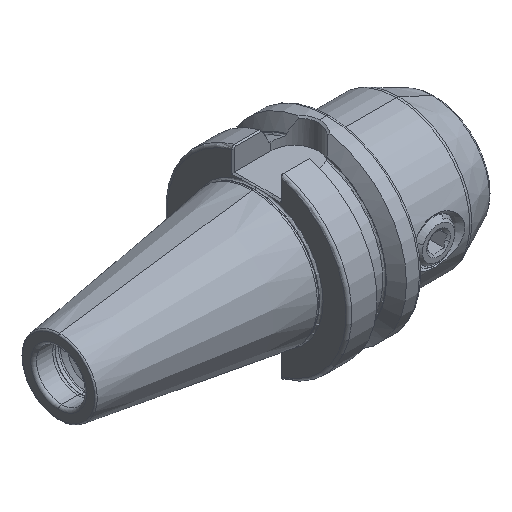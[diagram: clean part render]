
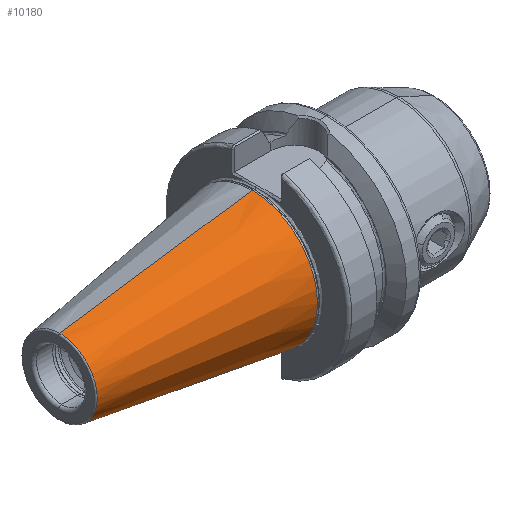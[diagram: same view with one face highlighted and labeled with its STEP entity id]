
A CAD part, isometric view. The second image highlights one B-rep face of the part: STEP entity #10180.
In plain terms, the highlighted conical face has half-angle 8.297 degrees and reference radius 22.298 mm.
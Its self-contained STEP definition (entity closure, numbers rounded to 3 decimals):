
#1470 = AXIS2_PLACEMENT_3D ( 'NONE', #5108, #5133, #5101 ) ;
#1480 = AXIS2_PLACEMENT_3D ( 'NONE', #5505, #5499, #5545 ) ;
#1708 = EDGE_LOOP ( 'NONE', ( #2122, #2149, #2112, #2126 ) ) ;
#2112 = ORIENTED_EDGE ( 'NONE', *, *, #11924, .T. ) ;
#2122 = ORIENTED_EDGE ( 'NONE', *, *, #11931, .F. ) ;
#2126 = ORIENTED_EDGE ( 'NONE', *, *, #12141, .F. ) ;
#2149 = ORIENTED_EDGE ( 'NONE', *, *, #12169, .T. ) ;
#2404 = VERTEX_POINT ( 'NONE', #13766 ) ;
#2455 = VERTEX_POINT ( 'NONE', #13862 ) ;
#3231 = CIRCLE ( 'NONE', #1470, 22.298 ) ;
#3254 = CIRCLE ( 'NONE', #1480, 12.75 ) ;
#3483 = LINE ( 'NONE', #4113, #3504 ) ;
#3484 = VECTOR ( 'NONE', #4097, 1000. ) ;
#3504 = VECTOR ( 'NONE', #4132, 1000. ) ;
#3505 = LINE ( 'NONE', #4105, #3484 ) ;
#4097 = DIRECTION ( 'NONE',  ( 0.99, 0., -0.144 ) ) ;
#4105 = CARTESIAN_POINT ( 'NONE',  ( -1.5, 0., -22.298 ) ) ;
#4113 = CARTESIAN_POINT ( 'NONE',  ( -1.5, 0., 22.298 ) ) ;
#4132 = DIRECTION ( 'NONE',  ( 0.99, 0., 0.144 ) ) ;
#4883 = FACE_OUTER_BOUND ( 'NONE', #1708, .T. ) ;
#4904 = CONICAL_SURFACE ( 'NONE', #11633, 22.298, 0.145 ) ;
#5101 = DIRECTION ( 'NONE',  ( 0., 0., -1. ) ) ;
#5108 = CARTESIAN_POINT ( 'NONE',  ( -1.5, 0., 0. ) ) ;
#5133 = DIRECTION ( 'NONE',  ( 1., 0., 0. ) ) ;
#5499 = DIRECTION ( 'NONE',  ( 1., 0., 0. ) ) ;
#5505 = CARTESIAN_POINT ( 'NONE',  ( -66.972, 0., 0. ) ) ;
#5545 = DIRECTION ( 'NONE',  ( 0., 0., -1. ) ) ;
#7837 = DIRECTION ( 'NONE',  ( 0., 0., -1. ) ) ;
#7842 = CARTESIAN_POINT ( 'NONE',  ( -1.5, 0., 0. ) ) ;
#7848 = DIRECTION ( 'NONE',  ( 1., 0., 0. ) ) ;
#8223 = VERTEX_POINT ( 'NONE', #13897 ) ;
#8227 = VERTEX_POINT ( 'NONE', #13882 ) ;
#10180 = ADVANCED_FACE ( 'NONE', ( #4883 ), #4904, .T. ) ;
#11633 = AXIS2_PLACEMENT_3D ( 'NONE', #7842, #7848, #7837 ) ;
#11924 = EDGE_CURVE ( 'NONE', #2455, #8227, #3505, .T. ) ;
#11931 = EDGE_CURVE ( 'NONE', #8223, #2404, #3483, .T. ) ;
#12141 = EDGE_CURVE ( 'NONE', #2404, #8227, #3231, .T. ) ;
#12169 = EDGE_CURVE ( 'NONE', #8223, #2455, #3254, .T. ) ;
#13766 = CARTESIAN_POINT ( 'NONE',  ( -1.5, 0., 22.298 ) ) ;
#13862 = CARTESIAN_POINT ( 'NONE',  ( -66.972, 0., -12.75 ) ) ;
#13882 = CARTESIAN_POINT ( 'NONE',  ( -1.5, 0., -22.298 ) ) ;
#13897 = CARTESIAN_POINT ( 'NONE',  ( -66.972, 0., 12.75 ) ) ;
